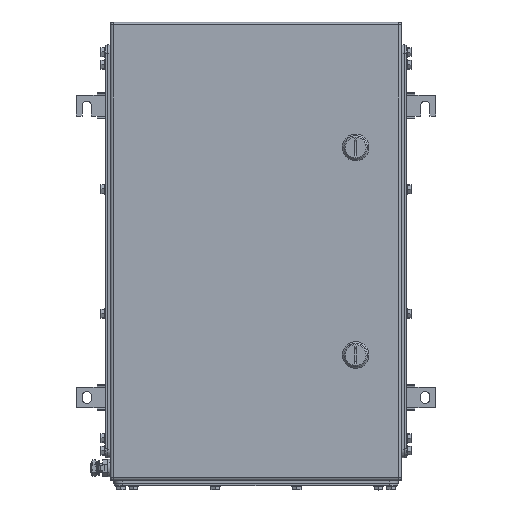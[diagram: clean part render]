
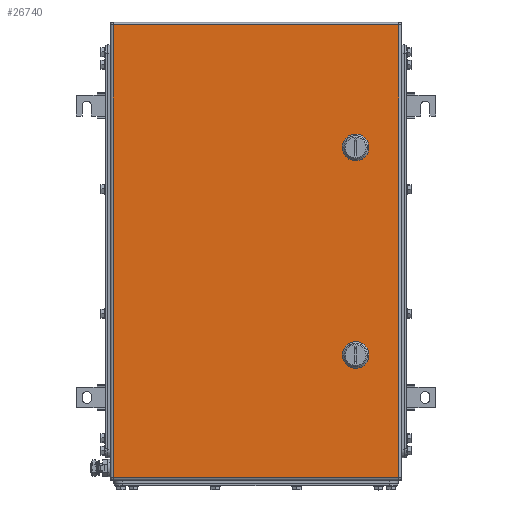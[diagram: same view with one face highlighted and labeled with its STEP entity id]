
A CAD part, top view. The second image highlights one B-rep face of the part: STEP entity #26740.
In plain terms, the highlighted planar face has unit normal (0, 0, 1).
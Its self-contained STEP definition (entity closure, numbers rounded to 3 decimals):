
#25303=AXIS2_PLACEMENT_3D('Circle Axis2P3D',#25301,#25302,$) ;
#26552=AXIS2_PLACEMENT_3D('Circle Axis2P3D',#26550,#26551,$) ;
#26569=AXIS2_PLACEMENT_3D('Circle Axis2P3D',#26567,#26568,$) ;
#26586=AXIS2_PLACEMENT_3D('Circle Axis2P3D',#26584,#26585,$) ;
#26629=AXIS2_PLACEMENT_3D('Circle Axis2P3D',#26627,#26628,$) ;
#26641=AXIS2_PLACEMENT_3D('Circle Axis2P3D',#26639,#26640,$) ;
#26658=AXIS2_PLACEMENT_3D('Circle Axis2P3D',#26656,#26657,$) ;
#26675=AXIS2_PLACEMENT_3D('Circle Axis2P3D',#26673,#26674,$) ;
#26712=AXIS2_PLACEMENT_3D('Plane Axis2P3D',#26709,#26710,#26711) ;
#25298=CARTESIAN_POINT('Vertex',(340.056,400.45,203.5)) ;
#25301=CARTESIAN_POINT('Axis2P3D Location',(335.,410.5,203.5)) ;
#25305=CARTESIAN_POINT('Vertex',(345.05,405.444,203.5)) ;
#25495=CARTESIAN_POINT('Line Origine',(345.05,410.5,203.5)) ;
#25499=CARTESIAN_POINT('Vertex',(345.05,415.556,203.5)) ;
#25647=CARTESIAN_POINT('Vertex',(324.95,415.556,203.5)) ;
#25650=CARTESIAN_POINT('Line Origine',(324.95,410.5,203.5)) ;
#25654=CARTESIAN_POINT('Vertex',(324.95,405.444,203.5)) ;
#25678=CARTESIAN_POINT('Vertex',(340.056,420.55,203.5)) ;
#25681=CARTESIAN_POINT('Line Origine',(335.,420.55,203.5)) ;
#25685=CARTESIAN_POINT('Vertex',(329.944,420.55,203.5)) ;
#25704=CARTESIAN_POINT('Vertex',(324.95,166.556,203.5)) ;
#25707=CARTESIAN_POINT('Line Origine',(324.95,161.5,203.5)) ;
#25711=CARTESIAN_POINT('Vertex',(324.95,156.444,203.5)) ;
#25735=CARTESIAN_POINT('Vertex',(340.056,171.55,203.5)) ;
#25738=CARTESIAN_POINT('Line Origine',(335.,171.55,203.5)) ;
#25742=CARTESIAN_POINT('Vertex',(329.944,171.55,203.5)) ;
#25761=CARTESIAN_POINT('Vertex',(345.05,156.444,203.5)) ;
#25764=CARTESIAN_POINT('Line Origine',(345.05,161.5,203.5)) ;
#25768=CARTESIAN_POINT('Vertex',(345.05,166.556,203.5)) ;
#26298=CARTESIAN_POINT('Vertex',(387.,557.5,203.5)) ;
#26322=CARTESIAN_POINT('Vertex',(44.,557.5,203.5)) ;
#26346=CARTESIAN_POINT('Vertex',(44.,14.5,203.5)) ;
#26370=CARTESIAN_POINT('Vertex',(387.,14.5,203.5)) ;
#26390=CARTESIAN_POINT('Line Origine',(387.,283.9,203.5)) ;
#26407=CARTESIAN_POINT('Line Origine',(215.5,14.5,203.5)) ;
#26424=CARTESIAN_POINT('Line Origine',(44.,288.1,203.5)) ;
#26441=CARTESIAN_POINT('Line Origine',(215.5,557.5,203.5)) ;
#26550=CARTESIAN_POINT('Axis2P3D Location',(335.,161.5,203.5)) ;
#26567=CARTESIAN_POINT('Axis2P3D Location',(335.,161.5,203.5)) ;
#26584=CARTESIAN_POINT('Axis2P3D Location',(335.,161.5,203.5)) ;
#26588=CARTESIAN_POINT('Vertex',(329.944,151.45,203.5)) ;
#26608=CARTESIAN_POINT('Line Origine',(335.,151.45,203.5)) ;
#26612=CARTESIAN_POINT('Vertex',(340.056,151.45,203.5)) ;
#26627=CARTESIAN_POINT('Axis2P3D Location',(335.,161.5,203.5)) ;
#26639=CARTESIAN_POINT('Axis2P3D Location',(335.,410.5,203.5)) ;
#26656=CARTESIAN_POINT('Axis2P3D Location',(335.,410.5,203.5)) ;
#26673=CARTESIAN_POINT('Axis2P3D Location',(335.,410.5,203.5)) ;
#26677=CARTESIAN_POINT('Vertex',(329.944,400.45,203.5)) ;
#26697=CARTESIAN_POINT('Line Origine',(335.,400.45,203.5)) ;
#26709=CARTESIAN_POINT('Axis2P3D Location',(215.5,286.,203.5)) ;
#25302=DIRECTION('Axis2P3D Direction',(0.,0.,1.)) ;
#25496=DIRECTION('Vector Direction',(0.,-1.,0.)) ;
#25651=DIRECTION('Vector Direction',(0.,1.,0.)) ;
#25682=DIRECTION('Vector Direction',(1.,0.,0.)) ;
#25708=DIRECTION('Vector Direction',(0.,1.,0.)) ;
#25739=DIRECTION('Vector Direction',(1.,0.,0.)) ;
#25765=DIRECTION('Vector Direction',(0.,-1.,0.)) ;
#26391=DIRECTION('Vector Direction',(0.,1.,0.)) ;
#26408=DIRECTION('Vector Direction',(1.,0.,0.)) ;
#26425=DIRECTION('Vector Direction',(0.,-1.,0.)) ;
#26442=DIRECTION('Vector Direction',(1.,0.,0.)) ;
#26551=DIRECTION('Axis2P3D Direction',(0.,0.,1.)) ;
#26568=DIRECTION('Axis2P3D Direction',(0.,0.,1.)) ;
#26585=DIRECTION('Axis2P3D Direction',(0.,0.,1.)) ;
#26609=DIRECTION('Vector Direction',(1.,0.,0.)) ;
#26628=DIRECTION('Axis2P3D Direction',(0.,0.,1.)) ;
#26640=DIRECTION('Axis2P3D Direction',(0.,0.,1.)) ;
#26657=DIRECTION('Axis2P3D Direction',(0.,0.,1.)) ;
#26674=DIRECTION('Axis2P3D Direction',(0.,0.,1.)) ;
#26698=DIRECTION('Vector Direction',(1.,0.,0.)) ;
#26710=DIRECTION('Axis2P3D Direction',(0.,0.,1.)) ;
#26711=DIRECTION('Axis2P3D XDirection',(1.,0.,0.)) ;
#25497=VECTOR('Line Direction',#25496,1.) ;
#25652=VECTOR('Line Direction',#25651,1.) ;
#25683=VECTOR('Line Direction',#25682,1.) ;
#25709=VECTOR('Line Direction',#25708,1.) ;
#25740=VECTOR('Line Direction',#25739,1.) ;
#25766=VECTOR('Line Direction',#25765,1.) ;
#26392=VECTOR('Line Direction',#26391,1.) ;
#26409=VECTOR('Line Direction',#26408,1.) ;
#26426=VECTOR('Line Direction',#26425,1.) ;
#26443=VECTOR('Line Direction',#26442,1.) ;
#26610=VECTOR('Line Direction',#26609,1.) ;
#26699=VECTOR('Line Direction',#26698,1.) ;
#26715=ORIENTED_EDGE('',*,*,#26445,.T.) ;
#26716=ORIENTED_EDGE('',*,*,#26428,.T.) ;
#26717=ORIENTED_EDGE('',*,*,#26411,.T.) ;
#26718=ORIENTED_EDGE('',*,*,#26394,.T.) ;
#26721=ORIENTED_EDGE('',*,*,#26701,.F.) ;
#26722=ORIENTED_EDGE('',*,*,#26679,.F.) ;
#26723=ORIENTED_EDGE('',*,*,#25656,.T.) ;
#26724=ORIENTED_EDGE('',*,*,#26660,.F.) ;
#26725=ORIENTED_EDGE('',*,*,#25687,.T.) ;
#26726=ORIENTED_EDGE('',*,*,#26643,.F.) ;
#26727=ORIENTED_EDGE('',*,*,#25501,.T.) ;
#26728=ORIENTED_EDGE('',*,*,#25307,.F.) ;
#26731=ORIENTED_EDGE('',*,*,#26631,.F.) ;
#26732=ORIENTED_EDGE('',*,*,#26614,.F.) ;
#26733=ORIENTED_EDGE('',*,*,#26590,.F.) ;
#26734=ORIENTED_EDGE('',*,*,#25713,.T.) ;
#26735=ORIENTED_EDGE('',*,*,#26571,.F.) ;
#26736=ORIENTED_EDGE('',*,*,#25744,.T.) ;
#26737=ORIENTED_EDGE('',*,*,#26554,.F.) ;
#26738=ORIENTED_EDGE('',*,*,#25770,.T.) ;
#26729=FACE_BOUND('',#26720,.T.) ;
#26739=FACE_BOUND('',#26730,.T.) ;
#26740=ADVANCED_FACE('ZUB_KTB_QL_553520_3GP_AllCATPart.1\\ZUB_DE_KTB_QL.1\\DE_KTB_MH_PART_MASTER.1\\Koerper.2',(#26719,#26729,#26739),#26713,.T.) ;
#25304=CIRCLE('generated circle',#25303,11.25) ;
#26553=CIRCLE('generated circle',#26552,11.25) ;
#26570=CIRCLE('generated circle',#26569,11.25) ;
#26587=CIRCLE('generated circle',#26586,11.25) ;
#26630=CIRCLE('generated circle',#26629,11.25) ;
#26642=CIRCLE('generated circle',#26641,11.25) ;
#26659=CIRCLE('generated circle',#26658,11.25) ;
#26676=CIRCLE('generated circle',#26675,11.25) ;
#25307=EDGE_CURVE('',#25299,#25306,#25304,.T.) ;
#25501=EDGE_CURVE('',#25500,#25306,#25498,.T.) ;
#25656=EDGE_CURVE('',#25655,#25648,#25653,.T.) ;
#25687=EDGE_CURVE('',#25686,#25679,#25684,.T.) ;
#25713=EDGE_CURVE('',#25712,#25705,#25710,.T.) ;
#25744=EDGE_CURVE('',#25743,#25736,#25741,.T.) ;
#25770=EDGE_CURVE('',#25769,#25762,#25767,.T.) ;
#26394=EDGE_CURVE('',#26371,#26299,#26393,.T.) ;
#26411=EDGE_CURVE('',#26347,#26371,#26410,.T.) ;
#26428=EDGE_CURVE('',#26323,#26347,#26427,.T.) ;
#26445=EDGE_CURVE('',#26299,#26323,#26444,.F.) ;
#26554=EDGE_CURVE('',#25769,#25736,#26553,.T.) ;
#26571=EDGE_CURVE('',#25743,#25705,#26570,.T.) ;
#26590=EDGE_CURVE('',#25712,#26589,#26587,.T.) ;
#26614=EDGE_CURVE('',#26589,#26613,#26611,.T.) ;
#26631=EDGE_CURVE('',#26613,#25762,#26630,.T.) ;
#26643=EDGE_CURVE('',#25500,#25679,#26642,.T.) ;
#26660=EDGE_CURVE('',#25686,#25648,#26659,.T.) ;
#26679=EDGE_CURVE('',#25655,#26678,#26676,.T.) ;
#26701=EDGE_CURVE('',#26678,#25299,#26700,.T.) ;
#26714=EDGE_LOOP('',(#26715,#26716,#26717,#26718)) ;
#26720=EDGE_LOOP('',(#26721,#26722,#26723,#26724,#26725,#26726,#26727,#26728)) ;
#26730=EDGE_LOOP('',(#26731,#26732,#26733,#26734,#26735,#26736,#26737,#26738)) ;
#26719=FACE_OUTER_BOUND('',#26714,.T.) ;
#25498=LINE('Line',#25495,#25497) ;
#25653=LINE('Line',#25650,#25652) ;
#25684=LINE('Line',#25681,#25683) ;
#25710=LINE('Line',#25707,#25709) ;
#25741=LINE('Line',#25738,#25740) ;
#25767=LINE('Line',#25764,#25766) ;
#26393=LINE('Line',#26390,#26392) ;
#26410=LINE('Line',#26407,#26409) ;
#26427=LINE('Line',#26424,#26426) ;
#26444=LINE('Line',#26441,#26443) ;
#26611=LINE('Line',#26608,#26610) ;
#26700=LINE('Line',#26697,#26699) ;
#26713=PLANE('',#26712) ;
#25299=VERTEX_POINT('',#25298) ;
#25306=VERTEX_POINT('',#25305) ;
#25500=VERTEX_POINT('',#25499) ;
#25648=VERTEX_POINT('',#25647) ;
#25655=VERTEX_POINT('',#25654) ;
#25679=VERTEX_POINT('',#25678) ;
#25686=VERTEX_POINT('',#25685) ;
#25705=VERTEX_POINT('',#25704) ;
#25712=VERTEX_POINT('',#25711) ;
#25736=VERTEX_POINT('',#25735) ;
#25743=VERTEX_POINT('',#25742) ;
#25762=VERTEX_POINT('',#25761) ;
#25769=VERTEX_POINT('',#25768) ;
#26299=VERTEX_POINT('',#26298) ;
#26323=VERTEX_POINT('',#26322) ;
#26347=VERTEX_POINT('',#26346) ;
#26371=VERTEX_POINT('',#26370) ;
#26589=VERTEX_POINT('',#26588) ;
#26613=VERTEX_POINT('',#26612) ;
#26678=VERTEX_POINT('',#26677) ;
